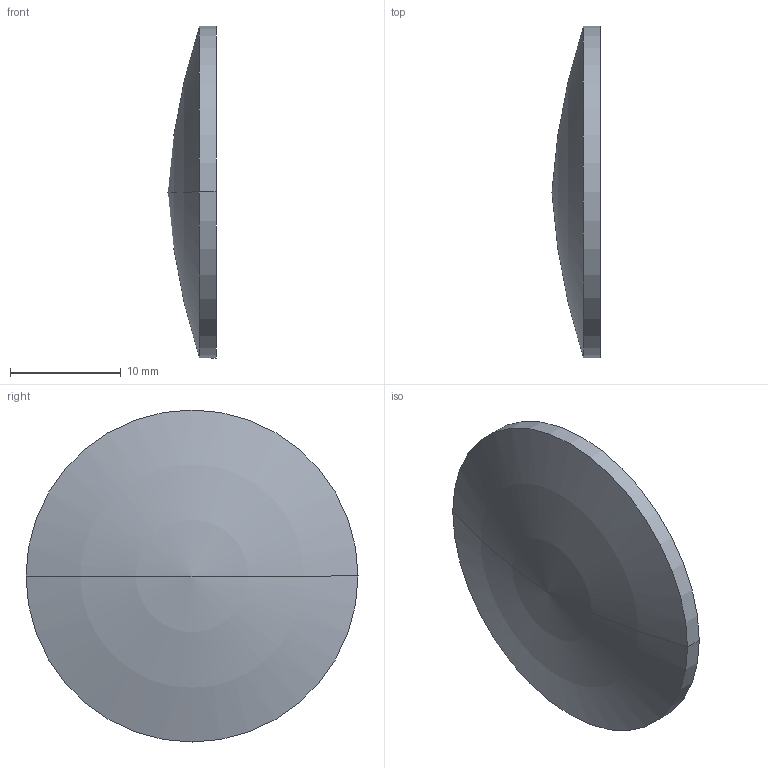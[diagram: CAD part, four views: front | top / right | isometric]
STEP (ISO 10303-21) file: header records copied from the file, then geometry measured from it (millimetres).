
FILE_DESCRIPTION (( 'STEP AP214' ), '1' );
FILE_NAME ('3267-E0W.STEP', '2009-03-07T16:12:07', ( '' ), ( '' ), 'SwSTEP 2.0', 'SolidWorks 2007', '' );
FILE_SCHEMA (( 'AUTOMOTIVE_DESIGN' ));
Length unit declared in the file: millimetre
Products named in the file (1): 3267-E0W
Bounding box: 4.35 x 30 x 30 mm (x, y, z)
Volume: 1963.1 mm3; surface area: 1575.4 mm2
Topology: 1 solids, 1 shells, 5 faces, 10 edges, 5 vertices
Faces by surface type: torus 2, cylinder 2, plane 1
Entity records: 143 total; most frequent: DIRECTION 26, CARTESIAN_POINT 19, ORIENTED_EDGE 16, AXIS2_PLACEMENT_3D 12, EDGE_CURVE 8, CIRCLE 6, FACE_OUTER_BOUND 5, EDGE_LOOP 5
